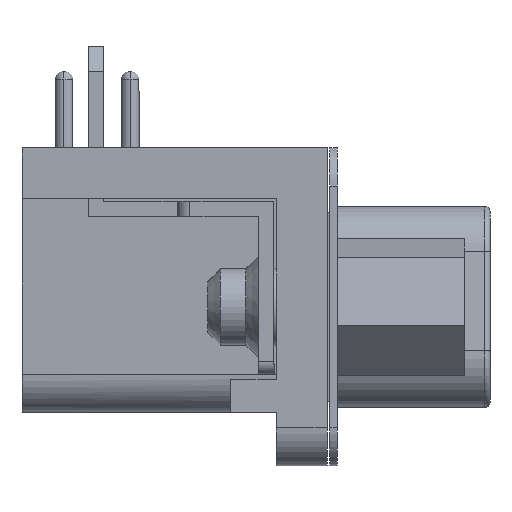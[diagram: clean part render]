
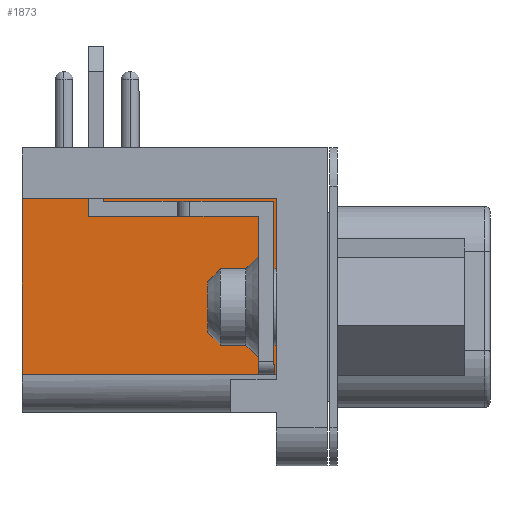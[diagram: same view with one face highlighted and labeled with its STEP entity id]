
A CAD part, left-side view. The second image highlights one B-rep face of the part: STEP entity #1873.
In plain terms, the highlighted planar face has unit normal (-1, 0, 0).
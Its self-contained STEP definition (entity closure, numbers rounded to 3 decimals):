
#217 = CARTESIAN_POINT ( 'NONE',  ( -12.517, -11.012, -4.926 ) ) ;
#492 = LINE ( 'NONE', #217, #9030 ) ;
#1203 = VECTOR ( 'NONE', #8295, 1000. ) ;
#1211 = CARTESIAN_POINT ( 'NONE',  ( -12.517, 18.4, 1.974 ) ) ;
#1873 = ADVANCED_FACE ( 'NONE', ( #6569 ), #5528, .T. ) ;
#2169 = VECTOR ( 'NONE', #5654, 1000. ) ;
#3189 = AXIS2_PLACEMENT_3D ( 'NONE', #6209, #5128, #4679 ) ;
#3804 = EDGE_CURVE ( 'NONE', #5211, #10088, #10459, .T. ) ;
#3815 = DIRECTION ( 'NONE',  ( 0., 0., -1. ) ) ;
#4027 = LINE ( 'NONE', #9118, #1203 ) ;
#4535 = EDGE_CURVE ( 'NONE', #10584, #5091, #4027, .T. ) ;
#4679 = DIRECTION ( 'NONE',  ( 0., 0., 1. ) ) ;
#5091 = VERTEX_POINT ( 'NONE', #1211 ) ;
#5128 = DIRECTION ( 'NONE',  ( -1., 0., 0. ) ) ;
#5211 = VERTEX_POINT ( 'NONE', #6530 ) ;
#5355 = DIRECTION ( 'NONE',  ( 0., -1., 0. ) ) ;
#5361 = CARTESIAN_POINT ( 'NONE',  ( -12.517, 8.4, -4.926 ) ) ;
#5528 = PLANE ( 'NONE',  #3189 ) ;
#5654 = DIRECTION ( 'NONE',  ( 0., 1., 0. ) ) ;
#6209 = CARTESIAN_POINT ( 'NONE',  ( -12.517, -11.012, 1.974 ) ) ;
#6293 = EDGE_CURVE ( 'NONE', #10584, #10088, #492, .T. ) ;
#6497 = CARTESIAN_POINT ( 'NONE',  ( -12.517, -11.012, 1.974 ) ) ;
#6530 = CARTESIAN_POINT ( 'NONE',  ( -12.517, 8.4, 1.974 ) ) ;
#6569 = FACE_OUTER_BOUND ( 'NONE', #7015, .T. ) ;
#6709 = LINE ( 'NONE', #6497, #2169 ) ;
#7015 = EDGE_LOOP ( 'NONE', ( #7683, #10880, #7184, #10286 ) ) ;
#7184 = ORIENTED_EDGE ( 'NONE', *, *, #3804, .F. ) ;
#7189 = CARTESIAN_POINT ( 'NONE',  ( -12.517, 8.4, 1.974 ) ) ;
#7683 = ORIENTED_EDGE ( 'NONE', *, *, #4535, .F. ) ;
#8155 = VECTOR ( 'NONE', #3815, 1000. ) ;
#8295 = DIRECTION ( 'NONE',  ( 0., 0., 1. ) ) ;
#9030 = VECTOR ( 'NONE', #5355, 1000. ) ;
#9118 = CARTESIAN_POINT ( 'NONE',  ( -12.517, 18.4, 1.974 ) ) ;
#9292 = EDGE_CURVE ( 'NONE', #5211, #5091, #6709, .T. ) ;
#9482 = CARTESIAN_POINT ( 'NONE',  ( -12.517, 18.4, -4.926 ) ) ;
#10088 = VERTEX_POINT ( 'NONE', #5361 ) ;
#10286 = ORIENTED_EDGE ( 'NONE', *, *, #9292, .T. ) ;
#10459 = LINE ( 'NONE', #7189, #8155 ) ;
#10584 = VERTEX_POINT ( 'NONE', #9482 ) ;
#10880 = ORIENTED_EDGE ( 'NONE', *, *, #6293, .T. ) ;
